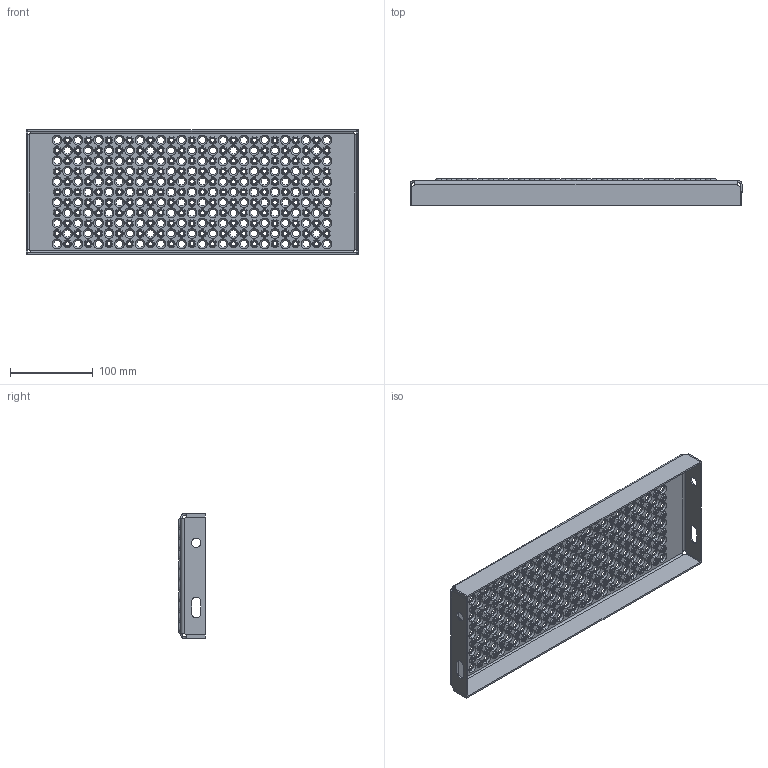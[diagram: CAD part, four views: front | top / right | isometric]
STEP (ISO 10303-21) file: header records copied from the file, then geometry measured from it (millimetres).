
FILE_DESCRIPTION (( 'STEP AP203' ), '1' );
FILE_NAME ('21002_PcP RUSTFRI TRIN_O2_150x400X32mm_M_OPTRÆK.STEP', '2014-02-18T07:21:23', ( '' ), ( '' ), 'SwSTEP 2.0', 'SolidWorks 2013', '' );
FILE_SCHEMA (( 'CONFIG_CONTROL_DESIGN' ));
Length unit declared in the file: millimetre
Products named in the file (1): 21002_PcP RUSTFRI TRIN_O2_150x400X32mm_M_OPTRÆK
Bounding box: 400 x 32 x 150 mm (x, y, z)
Volume: 175846.5 mm3; surface area: 187702.2 mm2
Topology: 1 solids, 1 shells, 2157 faces, 4932 edges, 3074 vertices
Faces by surface type: cone 1188, cylinder 626, plane 335, bspline 8
Entity records: 63333 total; most frequent: DIRECTION 12218, CARTESIAN_POINT 10756, ORIENTED_EDGE 9864, AXIS2_PLACEMENT_3D 5168, EDGE_CURVE 4932, VERTEX_POINT 3074, EDGE_LOOP 3056, CIRCLE 3018
